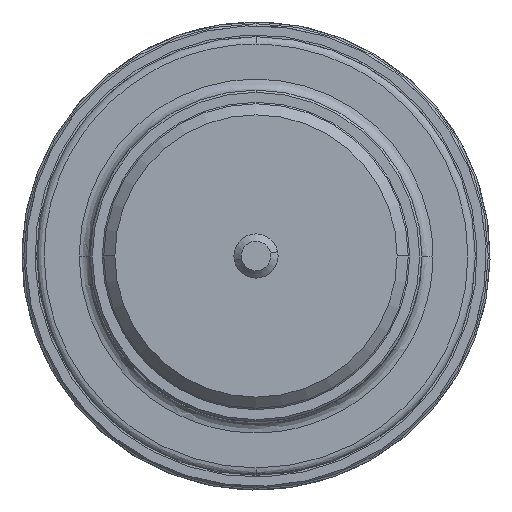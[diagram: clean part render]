
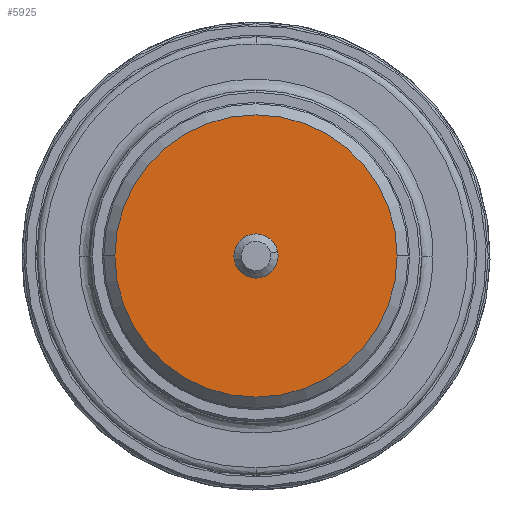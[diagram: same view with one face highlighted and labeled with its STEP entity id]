
A CAD part, front view. The second image highlights one B-rep face of the part: STEP entity #5925.
In plain terms, the highlighted planar face has unit normal (0, -1, 0).
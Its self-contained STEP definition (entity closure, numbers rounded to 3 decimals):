
#18 = VERTEX_POINT ( 'NONE', #5323 ) ;
#288 = AXIS2_PLACEMENT_3D ( 'NONE', #9286, #6113, #5262 ) ;
#1067 = FACE_BOUND ( 'NONE', #6166, .T. ) ;
#1467 = EDGE_CURVE ( 'NONE', #7288, #5520, #3108, .T. ) ;
#1733 = DIRECTION ( 'NONE',  ( -1., 0., 0. ) ) ;
#2296 = AXIS2_PLACEMENT_3D ( 'NONE', #3136, #12515, #6206 ) ;
#3008 = ORIENTED_EDGE ( 'NONE', *, *, #9434, .F. ) ;
#3108 = CIRCLE ( 'NONE', #288, 3. ) ;
#3136 = CARTESIAN_POINT ( 'NONE',  ( -21.065, 5., 21.065 ) ) ;
#3663 = CARTESIAN_POINT ( 'NONE',  ( 0., 5., 0. ) ) ;
#4905 = DIRECTION ( 'NONE',  ( 0., -1., 0. ) ) ;
#5262 = DIRECTION ( 'NONE',  ( 0., 0., -1. ) ) ;
#5323 = CARTESIAN_POINT ( 'NONE',  ( -19.15, 5., 0. ) ) ;
#5520 = VERTEX_POINT ( 'NONE', #8929 ) ;
#5641 = CARTESIAN_POINT ( 'NONE',  ( -2.942, 5., -0.588 ) ) ;
#5810 = EDGE_CURVE ( 'NONE', #5520, #7288, #6844, .T. ) ;
#5833 = CARTESIAN_POINT ( 'NONE',  ( 0., 5., 0. ) ) ;
#5894 = CARTESIAN_POINT ( 'NONE',  ( 0., 5., 0. ) ) ;
#5920 = AXIS2_PLACEMENT_3D ( 'NONE', #5894, #6927, #8878 ) ;
#5925 = ADVANCED_FACE ( 'NONE', ( #1067, #11704 ), #10416, .T. ) ;
#6113 = DIRECTION ( 'NONE',  ( 0., -1., 0. ) ) ;
#6166 = EDGE_LOOP ( 'NONE', ( #12760, #6315 ) ) ;
#6206 = DIRECTION ( 'NONE',  ( 0., 0., -1. ) ) ;
#6315 = ORIENTED_EDGE ( 'NONE', *, *, #5810, .F. ) ;
#6634 = ORIENTED_EDGE ( 'NONE', *, *, #12825, .F. ) ;
#6764 = EDGE_LOOP ( 'NONE', ( #6634, #3008 ) ) ;
#6786 = CIRCLE ( 'NONE', #10255, 19.15 ) ;
#6844 = CIRCLE ( 'NONE', #11718, 3. ) ;
#6927 = DIRECTION ( 'NONE',  ( 0., 1., 0. ) ) ;
#7288 = VERTEX_POINT ( 'NONE', #5641 ) ;
#8874 = DIRECTION ( 'NONE',  ( 0., 1., 0. ) ) ;
#8878 = DIRECTION ( 'NONE',  ( -1., 0., 0. ) ) ;
#8929 = CARTESIAN_POINT ( 'NONE',  ( 2.942, 5., 0.588 ) ) ;
#9223 = CIRCLE ( 'NONE', #5920, 19.15 ) ;
#9286 = CARTESIAN_POINT ( 'NONE',  ( 0., 5., 0. ) ) ;
#9434 = EDGE_CURVE ( 'NONE', #11602, #18, #9223, .T. ) ;
#10255 = AXIS2_PLACEMENT_3D ( 'NONE', #3663, #8874, #1733 ) ;
#10416 = PLANE ( 'NONE',  #2296 ) ;
#10788 = CARTESIAN_POINT ( 'NONE',  ( 19.15, 5., 0. ) ) ;
#11602 = VERTEX_POINT ( 'NONE', #10788 ) ;
#11704 = FACE_OUTER_BOUND ( 'NONE', #6764, .T. ) ;
#11718 = AXIS2_PLACEMENT_3D ( 'NONE', #5833, #4905, #11939 ) ;
#11939 = DIRECTION ( 'NONE',  ( 0., 0., -1. ) ) ;
#12515 = DIRECTION ( 'NONE',  ( 0., -1., 0. ) ) ;
#12760 = ORIENTED_EDGE ( 'NONE', *, *, #1467, .F. ) ;
#12825 = EDGE_CURVE ( 'NONE', #18, #11602, #6786, .T. ) ;
